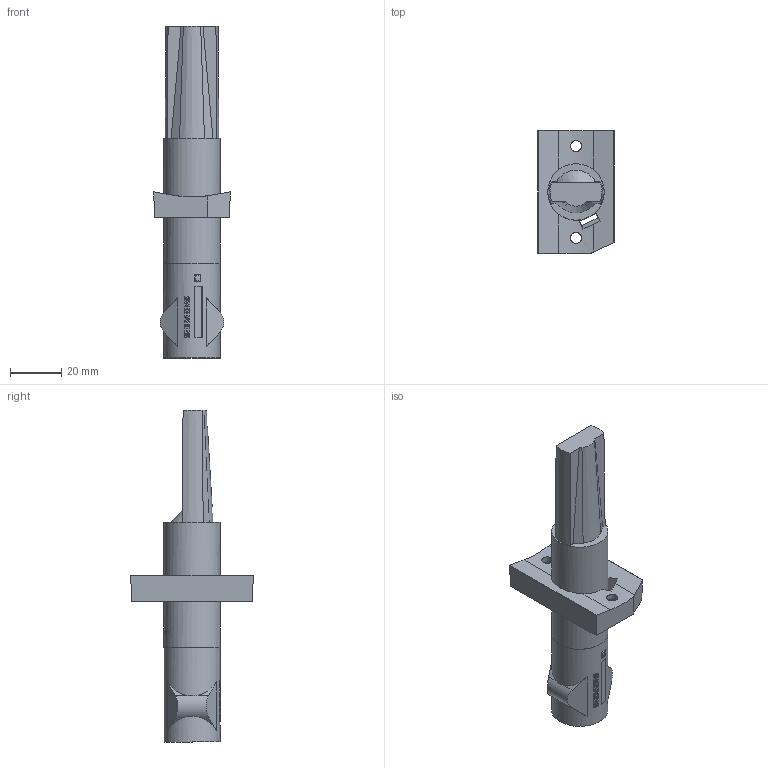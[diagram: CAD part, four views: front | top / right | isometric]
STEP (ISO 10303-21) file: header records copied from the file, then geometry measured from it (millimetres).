
FILE_DESCRIPTION(/* description */ ('Step214-Parts for PM'),/* implementation_level */ '2;1');
FILE_NAME(/* name */ 'RAR9(1).stp',/* time_stamp */ '2016-03-21T14:22:49+01:00',/* author */ ('EMC'),/* organization */ ('Siemens'),/* preprocessor_version */ 'ST-DEVELOPER v15',/* originating_system */ 'SIEMENS PLM Software NX 8.5',/* authorisation */ 'EMC/PM');
FILE_SCHEMA (('AUTOMOTIVE_DESIGN { 1 0 10303 214 3 1 1 1 }'));
Length unit declared in the file: millimetre
Products named in the file (1): Volc11D82359ds15
Bounding box: 30 x 48 x 130.05 mm (x, y, z)
Volume: 49170.8 mm3; surface area: 12617 mm2
Topology: 1 solids, 1 shells, 214 faces, 584 edges, 389 vertices
Faces by surface type: plane 129, extrusion 54, cylinder 17, cone 14
Full cylindrical faces by diameter (mm): 22 x1, 22.1 x1
Entity records: 7953 total; most frequent: CARTESIAN_POINT 2543, ORIENTED_EDGE 1132, DIRECTION 941, EDGE_CURVE 566, VERTEX_POINT 379, VECTOR 355, LINE 301, AXIS2_PLACEMENT_3D 293
